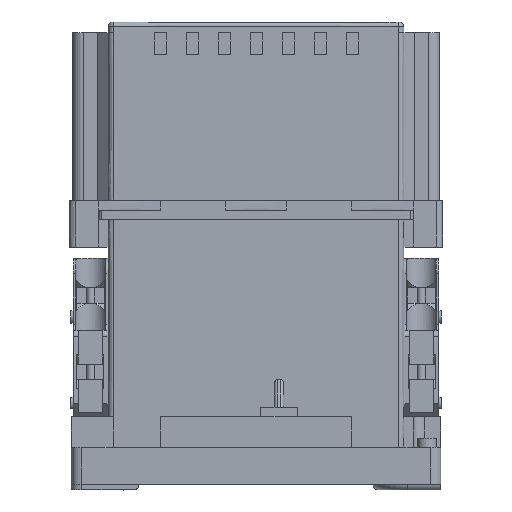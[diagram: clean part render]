
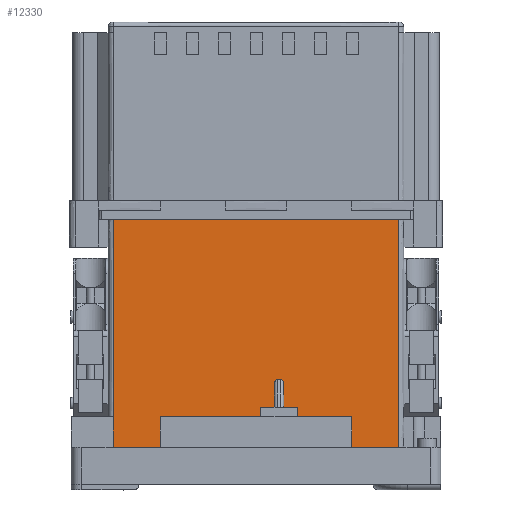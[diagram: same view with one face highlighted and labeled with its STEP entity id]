
A CAD part, front view. The second image highlights one B-rep face of the part: STEP entity #12330.
In plain terms, the highlighted planar face has unit normal (0, -1, 0).
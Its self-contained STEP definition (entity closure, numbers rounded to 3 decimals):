
#4200=CARTESIAN_POINT('',(46.23,-55.425,86.));
#4789=DIRECTION('',(0.,0.,1.));
#4790=VECTOR('',#4789,10.);
#4791=CARTESIAN_POINT('',(-31.,-55.425,12.));
#4792=LINE('',#4791,#4790);
#4796=DIRECTION('',(1.,0.,0.));
#4797=VECTOR('',#4796,15.23);
#4798=CARTESIAN_POINT('',(-46.23,-55.425,12.));
#4799=LINE('',#4798,#4797);
#4803=DIRECTION('',(0.,0.,-1.));
#4804=VECTOR('',#4803,10.);
#4805=CARTESIAN_POINT('',(-46.23,-55.425,22.));
#4806=LINE('',#4805,#4804);
#4810=DIRECTION('',(-1.,0.,0.));
#4811=VECTOR('',#4810,92.461);
#4812=CARTESIAN_POINT('',(46.23,-55.425,86.));
#4813=LINE('',#4812,#4811);
#4817=DIRECTION('',(0.,0.,1.));
#4818=VECTOR('',#4817,74.);
#4819=CARTESIAN_POINT('',(46.23,-55.425,12.));
#4820=LINE('',#4819,#4818);
#4824=DIRECTION('',(1.,0.,0.));
#4825=VECTOR('',#4824,15.23);
#4826=CARTESIAN_POINT('',(31.,-55.425,12.));
#4827=LINE('',#4826,#4825);
#4831=DIRECTION('',(0.,0.,-1.));
#4832=VECTOR('',#4831,10.);
#4833=CARTESIAN_POINT('',(31.,-55.425,22.));
#4834=LINE('',#4833,#4832);
#4838=DIRECTION('',(1.,0.,0.));
#4839=VECTOR('',#4838,62.);
#4840=CARTESIAN_POINT('',(-31.,-55.425,22.));
#4841=LINE('',#4840,#4839);
#4880=DIRECTION('',(0.,0.,1.));
#4881=VECTOR('',#4880,64.);
#4882=CARTESIAN_POINT('',(-46.23,-55.425,22.));
#4883=LINE('',#4882,#4881);
#6183=VERTEX_POINT('',#4200);
#6185=CARTESIAN_POINT('',(46.23,-55.425,12.));
#6186=VERTEX_POINT('',#6185);
#6189=CARTESIAN_POINT('',(-46.23,-55.425,86.));
#6190=VERTEX_POINT('',#6189);
#6191=CARTESIAN_POINT('',(-46.23,-55.425,22.));
#6192=VERTEX_POINT('',#6191);
#6227=CARTESIAN_POINT('',(-46.23,-55.425,12.));
#6228=VERTEX_POINT('',#6227);
#6243=CARTESIAN_POINT('',(31.,-55.425,22.));
#6244=VERTEX_POINT('',#6243);
#6245=CARTESIAN_POINT('',(31.,-55.425,12.));
#6246=VERTEX_POINT('',#6245);
#6247=CARTESIAN_POINT('',(-31.,-55.425,12.));
#6248=CARTESIAN_POINT('',(-31.,-55.425,22.));
#6249=VERTEX_POINT('',#6247);
#6250=VERTEX_POINT('',#6248);
#12311=CARTESIAN_POINT('',(0.,-55.425,49.));
#12312=DIRECTION('',(0.,1.,0.));
#12313=DIRECTION('',(-1.,0.,0.));
#12314=AXIS2_PLACEMENT_3D('',#12311,#12312,#12313);
#12315=PLANE('',#12314);
#12317=ORIENTED_EDGE('',*,*,#12316,.F.);
#12318=ORIENTED_EDGE('',*,*,#10396,.F.);
#12320=ORIENTED_EDGE('',*,*,#12319,.F.);
#12322=ORIENTED_EDGE('',*,*,#12321,.T.);
#12323=ORIENTED_EDGE('',*,*,#11567,.F.);
#12324=ORIENTED_EDGE('',*,*,#11611,.F.);
#12325=ORIENTED_EDGE('',*,*,#10339,.F.);
#12326=ORIENTED_EDGE('',*,*,#10493,.F.);
#12327=ORIENTED_EDGE('',*,*,#10521,.F.);
#12328=EDGE_LOOP('',(#12317,#12318,#12320,#12322,#12323,#12324,#12325,#12326,
#12327));
#12329=FACE_OUTER_BOUND('',#12328,.F.);
#10339=EDGE_CURVE('',#6246,#6186,#4827,.T.);
#10396=EDGE_CURVE('',#6228,#6249,#4799,.T.);
#10493=EDGE_CURVE('',#6244,#6246,#4834,.T.);
#10521=EDGE_CURVE('',#6250,#6244,#4841,.T.);
#11567=EDGE_CURVE('',#6183,#6190,#4813,.T.);
#11611=EDGE_CURVE('',#6186,#6183,#4820,.T.);
#12316=EDGE_CURVE('',#6249,#6250,#4792,.T.);
#12319=EDGE_CURVE('',#6192,#6228,#4806,.T.);
#12321=EDGE_CURVE('',#6192,#6190,#4883,.T.);
#12330=ADVANCED_FACE('',(#12329),#12315,.F.);
